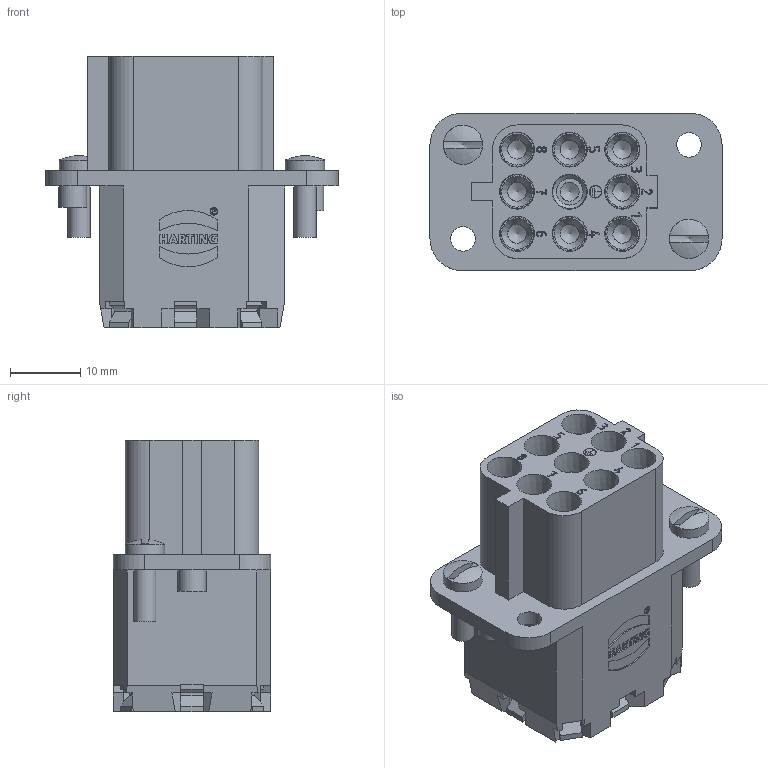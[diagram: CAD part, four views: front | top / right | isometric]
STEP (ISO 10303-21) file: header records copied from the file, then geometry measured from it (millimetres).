
FILE_DESCRIPTION(/* description */ (''),/* implementation_level */ '2;1');
FILE_NAME(/* name */ '100186337ugm000_d.stp',/* time_stamp */ '2019-10-24T12:27:22+02:00',/* author */ (''),/* organization */ (''),/* preprocessor_version */ 'ST-DEVELOPER v16.7',/* originating_system */ 'SIEMENS PLM Software NX 12.0',/* authorisation */ '');
FILE_SCHEMA (('AUTOMOTIVE_DESIGN { 1 0 10303 214 3 1 1 1 }'));
Length unit declared in the file: millimetre
Products named in the file (1): 100186337ugm000_d
Bounding box: 41.6 x 22.4 x 38.71 mm (x, y, z)
Volume: 17721.8 mm3; surface area: 8656.6 mm2
Topology: 1 solids, 1 shells, 761 faces, 2035 edges, 1332 vertices
Faces by surface type: plane 535, cylinder 118, cone 47, extrusion 33, revolution 18, bspline 10
Full cylindrical faces by diameter (mm): 0.911 x1, 1.077 x1, 2.3 x9, 2.7 x9, 3.142 x1, 3.158 x1, 3.5 x3, 3.8 x9, 4 x1, 5.6 x2
Entity records: 27864 total; most frequent: CARTESIAN_POINT 6454, ORIENTED_EDGE 3680, DIRECTION 3473, EDGE_CURVE 1840, VECTOR 1435, LINE 1402, VERTEX_POINT 1271, AXIS2_PLACEMENT_3D 1010
